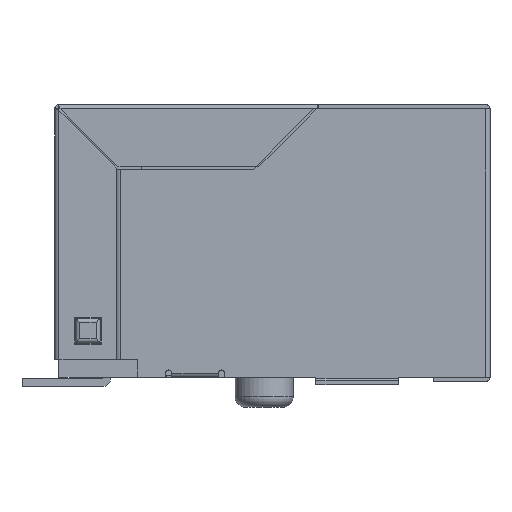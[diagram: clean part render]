
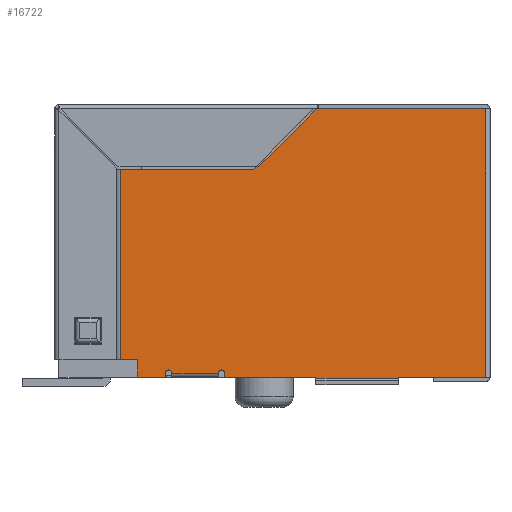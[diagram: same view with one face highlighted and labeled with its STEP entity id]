
A CAD part, left-side view. The second image highlights one B-rep face of the part: STEP entity #16722.
In plain terms, the highlighted planar face has unit normal (-1, 0, 0).
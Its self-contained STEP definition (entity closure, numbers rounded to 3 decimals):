
#340=PLANE('',#17492);
#1035=CIRCLE('',#17380,0.15);
#1038=CIRCLE('',#17385,0.15);
#3096=ORIENTED_EDGE('',*,*,#4820,.F.);
#3097=ORIENTED_EDGE('',*,*,#5803,.F.);
#3098=ORIENTED_EDGE('',*,*,#5617,.F.);
#3099=ORIENTED_EDGE('',*,*,#5799,.F.);
#3100=ORIENTED_EDGE('',*,*,#5560,.F.);
#3101=ORIENTED_EDGE('',*,*,#5558,.F.);
#3102=ORIENTED_EDGE('',*,*,#5537,.T.);
#3103=ORIENTED_EDGE('',*,*,#5552,.T.);
#3104=ORIENTED_EDGE('',*,*,#5555,.T.);
#3105=ORIENTED_EDGE('',*,*,#5802,.F.);
#3106=ORIENTED_EDGE('',*,*,#5581,.F.);
#3107=ORIENTED_EDGE('',*,*,#5564,.T.);
#3108=ORIENTED_EDGE('',*,*,#5583,.T.);
#3109=ORIENTED_EDGE('',*,*,#5798,.F.);
#3110=ORIENTED_EDGE('',*,*,#5613,.T.);
#3111=ORIENTED_EDGE('',*,*,#5625,.F.);
#3112=ORIENTED_EDGE('',*,*,#5623,.F.);
#3113=ORIENTED_EDGE('',*,*,#5620,.F.);
#4820=EDGE_CURVE('',#6522,#6521,#7685,.T.);
#5537=EDGE_CURVE('',#7018,#7019,#8012,.T.);
#5552=EDGE_CURVE('',#7019,#7027,#1035,.T.);
#5555=EDGE_CURVE('',#7027,#7029,#8026,.T.);
#5558=EDGE_CURVE('',#7018,#7031,#1038,.T.);
#5560=EDGE_CURVE('',#7031,#7032,#8029,.T.);
#5564=EDGE_CURVE('',#7036,#7035,#8032,.T.);
#5581=EDGE_CURVE('',#7036,#7047,#8046,.T.);
#5583=EDGE_CURVE('',#7035,#7048,#8048,.T.);
#5613=EDGE_CURVE('',#7073,#7072,#8071,.T.);
#5617=EDGE_CURVE('',#7076,#7077,#8074,.T.);
#5620=EDGE_CURVE('',#6521,#7079,#8077,.T.);
#5623=EDGE_CURVE('',#7079,#7081,#8080,.T.);
#5625=EDGE_CURVE('',#7081,#7072,#8082,.T.);
#5798=EDGE_CURVE('',#7073,#7048,#8229,.T.);
#5799=EDGE_CURVE('',#7032,#7076,#8230,.T.);
#5802=EDGE_CURVE('',#7047,#7029,#8233,.T.);
#5803=EDGE_CURVE('',#7077,#6522,#8234,.T.);
#6521=VERTEX_POINT('',#21105);
#6522=VERTEX_POINT('',#21107);
#7018=VERTEX_POINT('',#24604);
#7019=VERTEX_POINT('',#24605);
#7027=VERTEX_POINT('',#24633);
#7029=VERTEX_POINT('',#24639);
#7031=VERTEX_POINT('',#24646);
#7032=VERTEX_POINT('',#24650);
#7035=VERTEX_POINT('',#24657);
#7036=VERTEX_POINT('',#24659);
#7047=VERTEX_POINT('',#24690);
#7048=VERTEX_POINT('',#24695);
#7072=VERTEX_POINT('',#24758);
#7073=VERTEX_POINT('',#24760);
#7076=VERTEX_POINT('',#24767);
#7077=VERTEX_POINT('',#24769);
#7079=VERTEX_POINT('',#24775);
#7081=VERTEX_POINT('',#24781);
#7685=LINE('',#21108,#8923);
#8012=LINE('',#24603,#9250);
#8026=LINE('',#24640,#9264);
#8029=LINE('',#24649,#9267);
#8032=LINE('',#24658,#9270);
#8046=LINE('',#24692,#9284);
#8048=LINE('',#24697,#9286);
#8071=LINE('',#24759,#9309);
#8074=LINE('',#24768,#9312);
#8077=LINE('',#24774,#9315);
#8080=LINE('',#24780,#9318);
#8082=LINE('',#24784,#9320);
#8229=LINE('',#25154,#9467);
#8230=LINE('',#25156,#9468);
#8233=LINE('',#25160,#9471);
#8234=LINE('',#25162,#9472);
#8923=VECTOR('',#18098,1000.);
#9250=VECTOR('',#19033,1000.);
#9264=VECTOR('',#19069,1000.);
#9267=VECTOR('',#19080,1000.);
#9270=VECTOR('',#19087,1000.);
#9284=VECTOR('',#19117,1000.);
#9286=VECTOR('',#19121,1000.);
#9309=VECTOR('',#19176,1000.);
#9312=VECTOR('',#19183,1000.);
#9315=VECTOR('',#19188,1000.);
#9318=VECTOR('',#19193,1000.);
#9320=VECTOR('',#19197,1000.);
#9467=VECTOR('',#19486,1000.);
#9468=VECTOR('',#19489,1000.);
#9471=VECTOR('',#19494,1000.);
#9472=VECTOR('',#19497,1000.);
#10494=EDGE_LOOP('',(#3096,#3097,#3098,#3099,#3100,#3101,#3102,#3103,#3104,
#3105,#3106,#3107,#3108,#3109,#3110,#3111,#3112,#3113));
#11235=FACE_BOUND('',#10494,.T.);
#16722=ADVANCED_FACE('',(#11235),#340,.F.);
#17380=AXIS2_PLACEMENT_3D('',#24634,#19062,#19063);
#17385=AXIS2_PLACEMENT_3D('',#24645,#19075,#19076);
#17492=AXIS2_PLACEMENT_3D('',#25161,#19495,#19496);
#18098=DIRECTION('',(0.,0.,1.));
#19033=DIRECTION('',(0.,-1.,0.));
#19062=DIRECTION('',(1.,0.,0.));
#19063=DIRECTION('',(0.,1.,0.));
#19069=DIRECTION('',(0.,0.,-1.));
#19075=DIRECTION('',(-1.,0.,0.));
#19076=DIRECTION('',(0.,-1.,0.));
#19080=DIRECTION('',(0.,0.,-1.));
#19087=DIRECTION('',(0.,-1.,0.));
#19117=DIRECTION('',(0.,0.,1.));
#19121=DIRECTION('',(0.,0.,1.));
#19176=DIRECTION('',(0.,0.,1.));
#19183=DIRECTION('',(0.,0.,1.));
#19188=DIRECTION('',(0.,-1.,0.));
#19193=DIRECTION('',(0.,-0.707,0.707));
#19197=DIRECTION('',(0.,-1.,0.));
#19486=DIRECTION('',(0.,1.,0.));
#19489=DIRECTION('',(0.,1.,0.));
#19494=DIRECTION('',(0.,1.,0.));
#19495=DIRECTION('',(1.,0.,0.));
#19496=DIRECTION('',(0.,1.,0.));
#19497=DIRECTION('',(0.,1.,0.));
#21105=CARTESIAN_POINT('',(-8.,17.621,3.571));
#21107=CARTESIAN_POINT('',(-8.,17.621,-5.625));
#21108=CARTESIAN_POINT('',(-8.,17.621,-5.625));
#24603=CARTESIAN_POINT('',(-8.,15.15,-6.273));
#24604=CARTESIAN_POINT('',(-8.,15.15,-6.273));
#24605=CARTESIAN_POINT('',(-8.,12.9,-6.273));
#24633=CARTESIAN_POINT('',(-8.,12.6,-6.273));
#24634=CARTESIAN_POINT('',(-8.,12.75,-6.273));
#24639=CARTESIAN_POINT('',(-8.,12.6,-6.475));
#24640=CARTESIAN_POINT('',(-8.,12.6,-6.475));
#24645=CARTESIAN_POINT('',(-8.,15.3,-6.273));
#24646=CARTESIAN_POINT('',(-8.,15.45,-6.273));
#24649=CARTESIAN_POINT('',(-8.,15.45,-6.475));
#24650=CARTESIAN_POINT('',(-8.,15.45,-6.475));
#24657=CARTESIAN_POINT('',(-8.,4.2,-6.525));
#24658=CARTESIAN_POINT('',(-8.,8.2,-6.525));
#24659=CARTESIAN_POINT('',(-8.,8.2,-6.525));
#24690=CARTESIAN_POINT('',(-8.,8.2,-6.475));
#24692=CARTESIAN_POINT('',(-8.,8.2,-6.525));
#24695=CARTESIAN_POINT('',(-8.,4.2,-6.475));
#24697=CARTESIAN_POINT('',(-8.,4.2,-6.525));
#24758=CARTESIAN_POINT('',(-8.,0.002,6.471));
#24759=CARTESIAN_POINT('',(-8.,0.002,-6.475));
#24760=CARTESIAN_POINT('',(-8.,0.002,-6.475));
#24767=CARTESIAN_POINT('',(-8.,16.8,-6.475));
#24768=CARTESIAN_POINT('',(-8.,16.8,-5.625));
#24769=CARTESIAN_POINT('',(-8.,16.8,-5.625));
#24774=CARTESIAN_POINT('',(-8.,11.2,3.571));
#24775=CARTESIAN_POINT('',(-8.,11.2,3.571));
#24780=CARTESIAN_POINT('',(-8.,11.2,3.571));
#24781=CARTESIAN_POINT('',(-8.,8.3,6.471));
#24784=CARTESIAN_POINT('',(-8.,8.3,6.471));
#25154=CARTESIAN_POINT('',(-8.,-0.051,-6.475));
#25156=CARTESIAN_POINT('',(-8.,-0.051,-6.475));
#25160=CARTESIAN_POINT('',(-8.,-0.051,-6.475));
#25161=CARTESIAN_POINT('',(-8.,-0.2,0.1));
#25162=CARTESIAN_POINT('',(-8.,16.8,-5.625));
